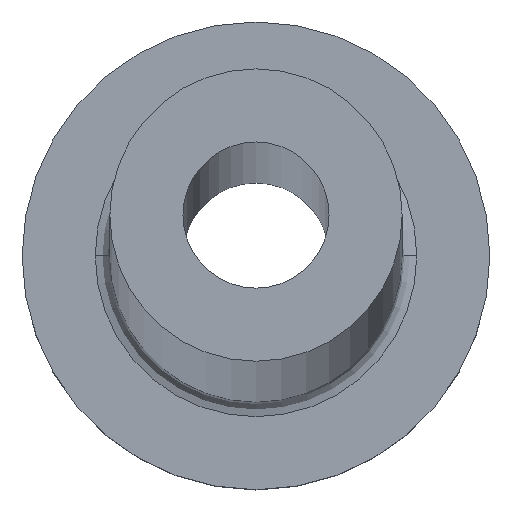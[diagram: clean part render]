
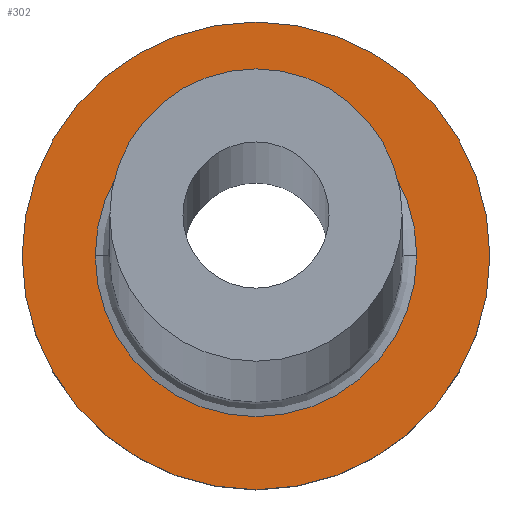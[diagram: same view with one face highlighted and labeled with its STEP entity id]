
A CAD part, top view. The second image highlights one B-rep face of the part: STEP entity #302.
In plain terms, the highlighted planar face has unit normal (0, 0, 1).
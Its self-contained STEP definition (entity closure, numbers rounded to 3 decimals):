
#5 = ORIENTED_EDGE ( 'NONE', *, *, #270, .T. ) ;
#11 = DIRECTION ( 'NONE',  ( 0., 0., -1. ) ) ;
#14 = AXIS2_PLACEMENT_3D ( 'NONE', #347, #345, #47 ) ;
#17 = PLANE ( 'NONE',  #325 ) ;
#34 = DIRECTION ( 'NONE',  ( 0., 0., 1. ) ) ;
#35 = VERTEX_POINT ( 'NONE', #70 ) ;
#39 = AXIS2_PLACEMENT_3D ( 'NONE', #297, #34, #89 ) ;
#47 = DIRECTION ( 'NONE',  ( 1., 0., 0. ) ) ;
#60 = ORIENTED_EDGE ( 'NONE', *, *, #143, .T. ) ;
#70 = CARTESIAN_POINT ( 'NONE',  ( 8., 0., 5. ) ) ;
#80 = EDGE_LOOP ( 'NONE', ( #238, #5 ) ) ;
#89 = DIRECTION ( 'NONE',  ( 1., 0., 0. ) ) ;
#120 = DIRECTION ( 'NONE',  ( 1., 0., 0. ) ) ;
#125 = CARTESIAN_POINT ( 'NONE',  ( 0., 0., 5. ) ) ;
#127 = DIRECTION ( 'NONE',  ( 1., 0., 0. ) ) ;
#137 = VERTEX_POINT ( 'NONE', #269 ) ;
#143 = EDGE_CURVE ( 'NONE', #35, #137, #344, .T. ) ;
#147 = ORIENTED_EDGE ( 'NONE', *, *, #332, .T. ) ;
#152 = FACE_BOUND ( 'NONE', #80, .T. ) ;
#171 = CARTESIAN_POINT ( 'NONE',  ( 0., 0., 5. ) ) ;
#173 = CARTESIAN_POINT ( 'NONE',  ( 5.5, 0., 5. ) ) ;
#186 = EDGE_LOOP ( 'NONE', ( #147, #60 ) ) ;
#200 = CIRCLE ( 'NONE', #206, 5.5 ) ;
#206 = AXIS2_PLACEMENT_3D ( 'NONE', #171, #11, #304 ) ;
#219 = VERTEX_POINT ( 'NONE', #173 ) ;
#238 = ORIENTED_EDGE ( 'NONE', *, *, #355, .T. ) ;
#250 = CARTESIAN_POINT ( 'NONE',  ( 0., 0., 5. ) ) ;
#255 = CARTESIAN_POINT ( 'NONE',  ( -5.5, 0., 5. ) ) ;
#269 = CARTESIAN_POINT ( 'NONE',  ( -8., 0., 5. ) ) ;
#270 = EDGE_CURVE ( 'NONE', #371, #219, #200, .T. ) ;
#273 = CIRCLE ( 'NONE', #301, 5.5 ) ;
#286 = FACE_OUTER_BOUND ( 'NONE', #186, .T. ) ;
#297 = CARTESIAN_POINT ( 'NONE',  ( 0., 0., 5. ) ) ;
#301 = AXIS2_PLACEMENT_3D ( 'NONE', #250, #376, #127 ) ;
#302 = ADVANCED_FACE ( 'NONE', ( #152, #286 ), #17, .T. ) ;
#304 = DIRECTION ( 'NONE',  ( 1., 0., 0. ) ) ;
#325 = AXIS2_PLACEMENT_3D ( 'NONE', #125, #378, #120 ) ;
#332 = EDGE_CURVE ( 'NONE', #137, #35, #339, .T. ) ;
#339 = CIRCLE ( 'NONE', #14, 8. ) ;
#344 = CIRCLE ( 'NONE', #39, 8. ) ;
#345 = DIRECTION ( 'NONE',  ( 0., 0., 1. ) ) ;
#347 = CARTESIAN_POINT ( 'NONE',  ( 0., 0., 5. ) ) ;
#355 = EDGE_CURVE ( 'NONE', #219, #371, #273, .T. ) ;
#371 = VERTEX_POINT ( 'NONE', #255 ) ;
#376 = DIRECTION ( 'NONE',  ( 0., 0., -1. ) ) ;
#378 = DIRECTION ( 'NONE',  ( 0., 0., 1. ) ) ;
